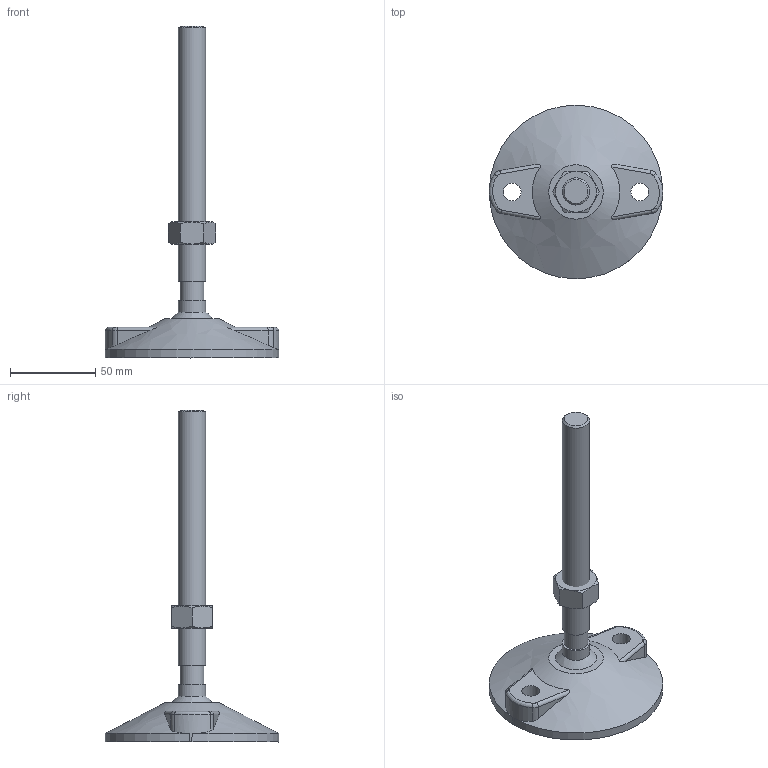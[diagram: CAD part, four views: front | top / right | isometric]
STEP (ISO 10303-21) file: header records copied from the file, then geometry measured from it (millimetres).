
FILE_DESCRIPTION(('STEP AP203'),'2;1');
FILE_NAME('XC30320.stp','2011-02-02T11:08:15',(''),(''),'2009.3.110','THINKDESIGN','');
FILE_SCHEMA(('CONFIG_CONTROL_DESIGN'));
Length unit declared in the file: millimetre
Bounding box: 102.01 x 101.99 x 195 mm (x, y, z)
Volume: 154216.9 mm3; surface area: 32391.3 mm2
Topology: 3 solids, 3 shells, 59 faces, 146 edges, 95 vertices
Faces by surface type: bspline 21, plane 20, cylinder 18
Full cylindrical faces by diameter (mm): 10.5 x2, 13.7 x1, 13.835 x1, 16 x2
Entity records: 2429 total; most frequent: CARTESIAN_POINT 1010, ORIENTED_EDGE 292, DIRECTION 254, EDGE_CURVE 146, AXIS2_PLACEMENT_3D 110, VERTEX_POINT 95, CIRCLE 72, EDGE_LOOP 67
